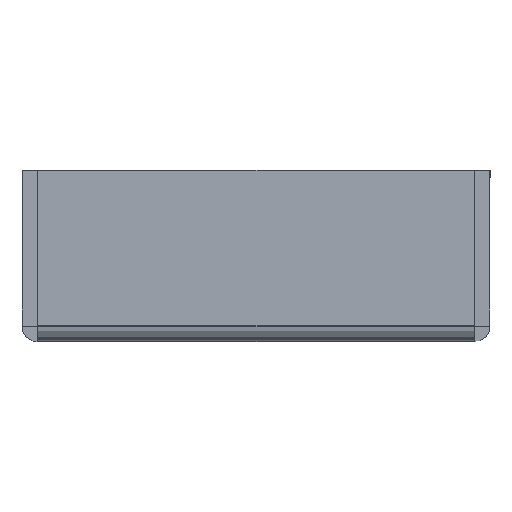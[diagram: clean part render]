
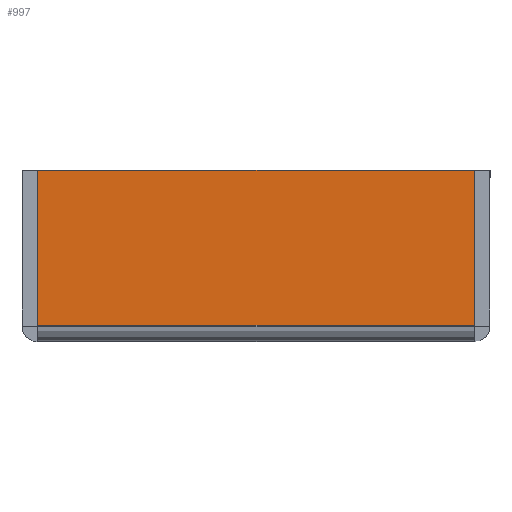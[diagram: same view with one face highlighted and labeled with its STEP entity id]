
A CAD part, left-side view. The second image highlights one B-rep face of the part: STEP entity #997.
In plain terms, the highlighted planar face has unit normal (-1, 0, 0).
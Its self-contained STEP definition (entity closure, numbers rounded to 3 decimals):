
#188 = CARTESIAN_POINT ( 'NONE',  ( -848.5, -20.99, 1.6 ) ) ;
#201 = CARTESIAN_POINT ( 'NONE',  ( -848.5, 20.99, 1.6 ) ) ;
#303 = CARTESIAN_POINT ( 'NONE',  ( -848.5, 20.99, 16.5 ) ) ;
#350 = CARTESIAN_POINT ( 'NONE',  ( -848.5, -20.99, 16.5 ) ) ;
#362 = EDGE_CURVE ( 'NONE', #2382, #2364, #889, .T. ) ;
#382 = EDGE_CURVE ( 'NONE', #2147, #2348, #1538, .T. ) ;
#446 = EDGE_CURVE ( 'NONE', #2364, #2348, #1216, .T. ) ;
#449 = EDGE_CURVE ( 'NONE', #2147, #2382, #1051, .T. ) ;
#533 = VECTOR ( 'NONE', #1801, 1000. ) ;
#569 = ORIENTED_EDGE ( 'NONE', *, *, #449, .T. ) ;
#570 = ORIENTED_EDGE ( 'NONE', *, *, #362, .T. ) ;
#762 = EDGE_LOOP ( 'NONE', ( #850, #569, #570, #852 ) ) ;
#850 = ORIENTED_EDGE ( 'NONE', *, *, #382, .F. ) ;
#852 = ORIENTED_EDGE ( 'NONE', *, *, #446, .T. ) ;
#889 = LINE ( 'NONE', #2388, #533 ) ;
#997 = ADVANCED_FACE ( 'NONE', ( #1045 ), #2238, .F. ) ;
#1045 = FACE_OUTER_BOUND ( 'NONE', #762, .T. ) ;
#1046 = VECTOR ( 'NONE', #1920, 1000. ) ;
#1051 = LINE ( 'NONE', #1915, #1290 ) ;
#1216 = LINE ( 'NONE', #1919, #1046 ) ;
#1290 = VECTOR ( 'NONE', #1929, 1000. ) ;
#1538 = LINE ( 'NONE', #2121, #1567 ) ;
#1567 = VECTOR ( 'NONE', #2118, 1000. ) ;
#1752 = AXIS2_PLACEMENT_3D ( 'NONE', #2243, #2233, #2232 ) ;
#1801 = DIRECTION ( 'NONE',  ( 0., 1., 0. ) ) ;
#1915 = CARTESIAN_POINT ( 'NONE',  ( -848.5, -20.99, 16.5 ) ) ;
#1919 = CARTESIAN_POINT ( 'NONE',  ( -848.5, 20.99, 1.5 ) ) ;
#1920 = DIRECTION ( 'NONE',  ( 0., 0., -1. ) ) ;
#1929 = DIRECTION ( 'NONE',  ( 0., 0., 1. ) ) ;
#2118 = DIRECTION ( 'NONE',  ( 0., 1., 0. ) ) ;
#2121 = CARTESIAN_POINT ( 'NONE',  ( -848.5, -20.99, 1.6 ) ) ;
#2147 = VERTEX_POINT ( 'NONE', #188 ) ;
#2232 = DIRECTION ( 'NONE',  ( 0., 0., -1. ) ) ;
#2233 = DIRECTION ( 'NONE',  ( 1., 0., 0. ) ) ;
#2238 = PLANE ( 'NONE',  #1752 ) ;
#2243 = CARTESIAN_POINT ( 'NONE',  ( -848.5, -20.99, 1.5 ) ) ;
#2348 = VERTEX_POINT ( 'NONE', #201 ) ;
#2364 = VERTEX_POINT ( 'NONE', #303 ) ;
#2382 = VERTEX_POINT ( 'NONE', #350 ) ;
#2388 = CARTESIAN_POINT ( 'NONE',  ( -848.5, 20.99, 16.5 ) ) ;
